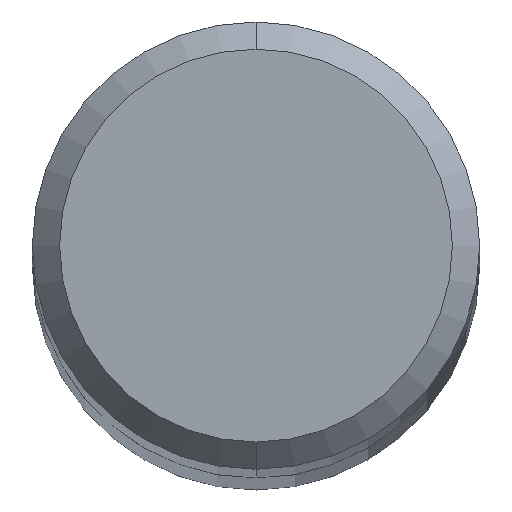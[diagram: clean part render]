
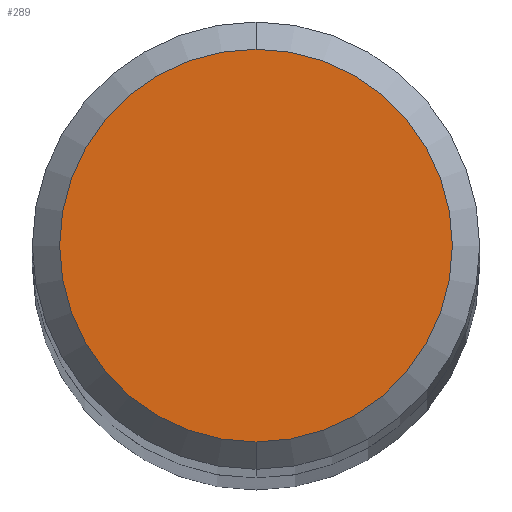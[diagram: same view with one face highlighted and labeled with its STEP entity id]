
A CAD part, top view. The second image highlights one B-rep face of the part: STEP entity #289.
In plain terms, the highlighted planar face has unit normal (0, 0, 1).
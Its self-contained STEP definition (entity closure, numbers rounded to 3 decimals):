
#197=VERTEX_POINT('',#474);
#257=EDGE_CURVE('',#197,#283,#541,.T.);
#283=VERTEX_POINT('',#571);
#289=ADVANCED_FACE('',(#577),#578,.T.);
#341=EDGE_CURVE('',#283,#197,#634,.T.);
#474=CARTESIAN_POINT('',(0.,-3.6,0.0));
#541=CIRCLE('',#984,3.6);
#571=CARTESIAN_POINT('',(0.0,3.6,0.0));
#577=FACE_OUTER_BOUND('',#1055,.T.);
#578=PLANE('',#1056);
#634=CIRCLE('',#1204,3.6);
#984=AXIS2_PLACEMENT_3D('',#1422,#1423,#1424);
#1055=EDGE_LOOP('',(#1477,#1478));
#1056=AXIS2_PLACEMENT_3D('',#1479,#1480,#1481);
#1204=AXIS2_PLACEMENT_3D('',#1533,#1534,#1535);
#1422=CARTESIAN_POINT('',(0.0,0.0,0.0));
#1423=DIRECTION('',(0.0,0.0,-1.0));
#1424=DIRECTION('',(0.0,1.0,0.0));
#1477=ORIENTED_EDGE('',*,*,#341,.F.);
#1478=ORIENTED_EDGE('',*,*,#257,.F.);
#1479=CARTESIAN_POINT('',(0.0,1.8,0.0));
#1480=DIRECTION('',(-0.0,0.0,1.0));
#1481=DIRECTION('',(0.0,-1.0,0.0));
#1533=CARTESIAN_POINT('',(0.0,0.0,0.0));
#1534=DIRECTION('',(0.0,0.0,-1.0));
#1535=DIRECTION('',(0.0,1.0,0.0));
